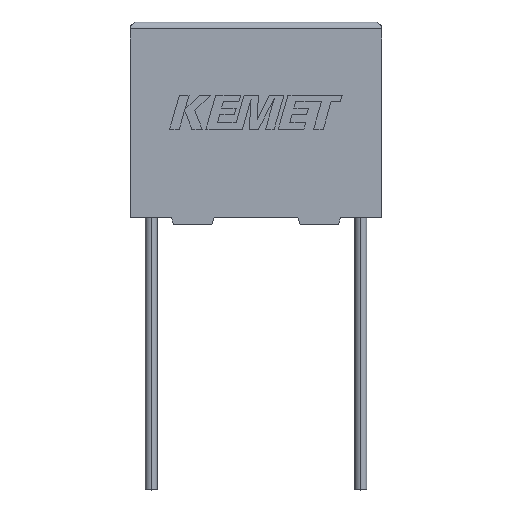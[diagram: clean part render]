
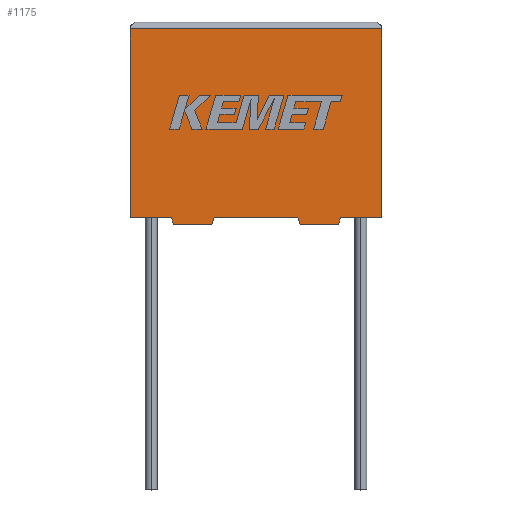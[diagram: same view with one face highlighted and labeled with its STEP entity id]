
A CAD part, top view. The second image highlights one B-rep face of the part: STEP entity #1175.
In plain terms, the highlighted planar face has unit normal (0, 0, 1).
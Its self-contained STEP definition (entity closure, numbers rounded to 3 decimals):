
#32 = CARTESIAN_POINT ( 'NONE',  ( 12.156, -0.5, 7.5 ) ) ;
#35 = DIRECTION ( 'NONE',  ( 0., 1., 0. ) ) ;
#42 = ORIENTED_EDGE ( 'NONE', *, *, #1052, .T. ) ;
#65 = EDGE_CURVE ( 'NONE', #2860, #2800, #2121, .T. ) ;
#112 = CARTESIAN_POINT ( 'NONE',  ( 14.91, -0.5, 7.5 ) ) ;
#138 = LINE ( 'NONE', #32, #1530 ) ;
#160 = CARTESIAN_POINT ( 'NONE',  ( 5.994, 0., 7.5 ) ) ;
#252 = DIRECTION ( 'NONE',  ( 0., -1., 0. ) ) ;
#274 = CARTESIAN_POINT ( 'NONE',  ( 2.94, 0., 7.5 ) ) ;
#330 = VECTOR ( 'NONE', #2767, 1000. ) ;
#372 = VERTEX_POINT ( 'NONE', #535 ) ;
#446 = CARTESIAN_POINT ( 'NONE',  ( 0., 0., 7.5 ) ) ;
#450 = DIRECTION ( 'NONE',  ( -0.287, -0.958, 0. ) ) ;
#524 = LINE ( 'NONE', #274, #330 ) ;
#535 = CARTESIAN_POINT ( 'NONE',  ( 0., 0., 7.5 ) ) ;
#559 = ORIENTED_EDGE ( 'NONE', *, *, #1460, .F. ) ;
#560 = EDGE_CURVE ( 'NONE', #1068, #1540, #2766, .T. ) ;
#580 = CARTESIAN_POINT ( 'NONE',  ( 18., 13.5, 7.5 ) ) ;
#653 = VECTOR ( 'NONE', #450, 1000. ) ;
#661 = CARTESIAN_POINT ( 'NONE',  ( 0., 0., 7.5 ) ) ;
#691 = CARTESIAN_POINT ( 'NONE',  ( 14.91, -0.5, 7.5 ) ) ;
#697 = LINE ( 'NONE', #661, #3188 ) ;
#896 = EDGE_CURVE ( 'NONE', #1394, #2860, #2531, .T. ) ;
#903 = VECTOR ( 'NONE', #2088, 1000. ) ;
#973 = DIRECTION ( 'NONE',  ( 0., 0., -1. ) ) ;
#1009 = ORIENTED_EDGE ( 'NONE', *, *, #2376, .T. ) ;
#1045 = CARTESIAN_POINT ( 'NONE',  ( 18., 0., 7.5 ) ) ;
#1052 = EDGE_CURVE ( 'NONE', #1540, #1191, #2029, .T. ) ;
#1066 = EDGE_CURVE ( 'NONE', #3117, #1394, #697, .T. ) ;
#1068 = VERTEX_POINT ( 'NONE', #1422 ) ;
#1108 = CARTESIAN_POINT ( 'NONE',  ( 0., 13.5, 7.5 ) ) ;
#1139 = DIRECTION ( 'NONE',  ( 1., 0., 0. ) ) ;
#1170 = CARTESIAN_POINT ( 'NONE',  ( 0., 0., 7.5 ) ) ;
#1175 = ADVANCED_FACE ( 'NONE', ( #2490 ), #1701, .F. ) ;
#1191 = VERTEX_POINT ( 'NONE', #2764 ) ;
#1243 = CARTESIAN_POINT ( 'NONE',  ( 18., 0., 7.5 ) ) ;
#1308 = LINE ( 'NONE', #3176, #653 ) ;
#1337 = VERTEX_POINT ( 'NONE', #691 ) ;
#1394 = VERTEX_POINT ( 'NONE', #1243 ) ;
#1418 = DIRECTION ( 'NONE',  ( 1., 0., 0. ) ) ;
#1422 = CARTESIAN_POINT ( 'NONE',  ( 5.844, -0.5, 7.5 ) ) ;
#1429 = ORIENTED_EDGE ( 'NONE', *, *, #65, .T. ) ;
#1460 = EDGE_CURVE ( 'NONE', #1337, #1995, #1485, .T. ) ;
#1485 = LINE ( 'NONE', #112, #2631 ) ;
#1530 = VECTOR ( 'NONE', #2801, 1000. ) ;
#1540 = VERTEX_POINT ( 'NONE', #160 ) ;
#1626 = ORIENTED_EDGE ( 'NONE', *, *, #1066, .T. ) ;
#1632 = VECTOR ( 'NONE', #1139, 1000. ) ;
#1669 = ORIENTED_EDGE ( 'NONE', *, *, #2971, .T. ) ;
#1698 = EDGE_CURVE ( 'NONE', #372, #2492, #1984, .T. ) ;
#1699 = LINE ( 'NONE', #3243, #2049 ) ;
#1701 = PLANE ( 'NONE',  #2149 ) ;
#1704 = VECTOR ( 'NONE', #2967, 1000. ) ;
#1744 = EDGE_CURVE ( 'NONE', #2800, #372, #1699, .T. ) ;
#1880 = DIRECTION ( 'NONE',  ( -1., 0., 0. ) ) ;
#1935 = DIRECTION ( 'NONE',  ( 0.287, 0.958, 0. ) ) ;
#1984 = LINE ( 'NONE', #2734, #1704 ) ;
#1995 = VERTEX_POINT ( 'NONE', #2150 ) ;
#2029 = LINE ( 'NONE', #1170, #1632 ) ;
#2049 = VECTOR ( 'NONE', #252, 1000. ) ;
#2087 = ORIENTED_EDGE ( 'NONE', *, *, #1744, .T. ) ;
#2088 = DIRECTION ( 'NONE',  ( -1., 0., 0. ) ) ;
#2114 = CARTESIAN_POINT ( 'NONE',  ( 15.06, 0., 7.5 ) ) ;
#2121 = LINE ( 'NONE', #1108, #903 ) ;
#2131 = EDGE_LOOP ( 'NONE', ( #2896, #1429, #2087, #2931, #1669, #1009, #2897, #42, #2226, #559, #2851, #1626 ) ) ;
#2149 = AXIS2_PLACEMENT_3D ( 'NONE', #446, #973, #2963 ) ;
#2150 = CARTESIAN_POINT ( 'NONE',  ( 12.156, -0.5, 7.5 ) ) ;
#2226 = ORIENTED_EDGE ( 'NONE', *, *, #2390, .F. ) ;
#2376 = EDGE_CURVE ( 'NONE', #3215, #1068, #2920, .T. ) ;
#2390 = EDGE_CURVE ( 'NONE', #1995, #1191, #138, .T. ) ;
#2394 = CARTESIAN_POINT ( 'NONE',  ( 3.09, -0.5, 7.5 ) ) ;
#2412 = DIRECTION ( 'NONE',  ( 1., 0., 0. ) ) ;
#2458 = VECTOR ( 'NONE', #35, 1000. ) ;
#2490 = FACE_OUTER_BOUND ( 'NONE', #2131, .T. ) ;
#2492 = VERTEX_POINT ( 'NONE', #2535 ) ;
#2531 = LINE ( 'NONE', #1045, #2458 ) ;
#2535 = CARTESIAN_POINT ( 'NONE',  ( 2.94, 0., 7.5 ) ) ;
#2631 = VECTOR ( 'NONE', #1880, 1000. ) ;
#2679 = EDGE_CURVE ( 'NONE', #3117, #1337, #1308, .T. ) ;
#2730 = VECTOR ( 'NONE', #1935, 1000. ) ;
#2734 = CARTESIAN_POINT ( 'NONE',  ( 0., 0., 7.5 ) ) ;
#2764 = CARTESIAN_POINT ( 'NONE',  ( 12.006, 0., 7.5 ) ) ;
#2766 = LINE ( 'NONE', #2964, #2730 ) ;
#2767 = DIRECTION ( 'NONE',  ( 0.287, -0.958, 0. ) ) ;
#2800 = VERTEX_POINT ( 'NONE', #2932 ) ;
#2801 = DIRECTION ( 'NONE',  ( -0.287, 0.958, 0. ) ) ;
#2851 = ORIENTED_EDGE ( 'NONE', *, *, #2679, .F. ) ;
#2860 = VERTEX_POINT ( 'NONE', #580 ) ;
#2881 = VECTOR ( 'NONE', #1418, 1000. ) ;
#2896 = ORIENTED_EDGE ( 'NONE', *, *, #896, .T. ) ;
#2897 = ORIENTED_EDGE ( 'NONE', *, *, #560, .T. ) ;
#2920 = LINE ( 'NONE', #3136, #2881 ) ;
#2931 = ORIENTED_EDGE ( 'NONE', *, *, #1698, .T. ) ;
#2932 = CARTESIAN_POINT ( 'NONE',  ( 0., 13.5, 7.5 ) ) ;
#2963 = DIRECTION ( 'NONE',  ( -1., 0., 0. ) ) ;
#2964 = CARTESIAN_POINT ( 'NONE',  ( 5.844, -0.5, 7.5 ) ) ;
#2967 = DIRECTION ( 'NONE',  ( 1., 0., 0. ) ) ;
#2971 = EDGE_CURVE ( 'NONE', #2492, #3215, #524, .T. ) ;
#3117 = VERTEX_POINT ( 'NONE', #2114 ) ;
#3136 = CARTESIAN_POINT ( 'NONE',  ( 3.09, -0.5, 7.5 ) ) ;
#3176 = CARTESIAN_POINT ( 'NONE',  ( 15.06, 0., 7.5 ) ) ;
#3188 = VECTOR ( 'NONE', #2412, 1000. ) ;
#3215 = VERTEX_POINT ( 'NONE', #2394 ) ;
#3243 = CARTESIAN_POINT ( 'NONE',  ( 0., 0., 7.5 ) ) ;
